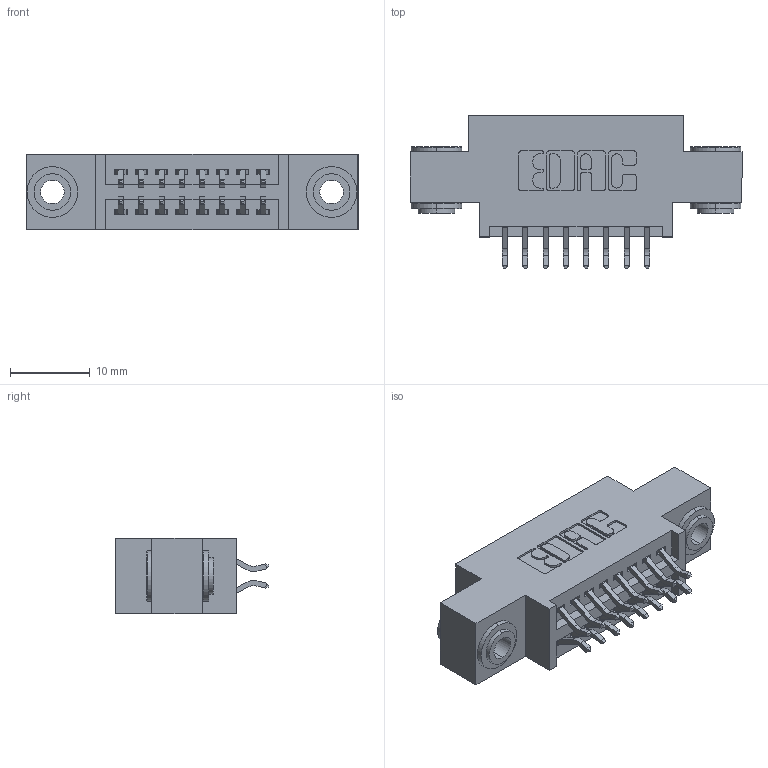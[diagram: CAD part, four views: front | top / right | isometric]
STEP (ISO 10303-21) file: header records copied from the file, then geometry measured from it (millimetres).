
FILE_DESCRIPTION (( 'STEP AP203' ), '1' );
FILE_NAME ('345-016-556-803.STEP', '2019-10-27T04:51:53', ( '' ), ( '' ), 'SwSTEP 2.0', 'SolidWorks 2016', '' );
FILE_SCHEMA (( 'CONFIG_CONTROL_DESIGN' ));
Length unit declared in the file: inch
Products named in the file (4): 345-016-556-803; 345-292-001_556 Tail; 345 Part_0.170 Offset - 0.156 Dia-TH; 345-250-002_345-250-002-102
Assembly tree (19 placements, depth 2):
  345-016-556-803
    345 Part_0.170 Offset - 0.156 Dia-TH
    345-292-001_556 Tail  x16
    345-250-002_345-250-002-102  x2
Bounding box: 41.53 x 19.24 x 9.4 mm (x, y, z)
Volume: 3623.9 mm3; surface area: 5032.7 mm2
Topology: 19 solids, 19 shells, 1064 faces, 3101 edges, 2042 vertices
Faces by surface type: plane 686, cylinder 370, cone 8
Entity records: 11856 total; most frequent: CARTESIAN_POINT 2011, ORIENTED_EDGE 1926, DIRECTION 1833, EDGE_CURVE 963, LINE 767, VECTOR 767, VERTEX_POINT 638, AXIS2_PLACEMENT_3D 533
